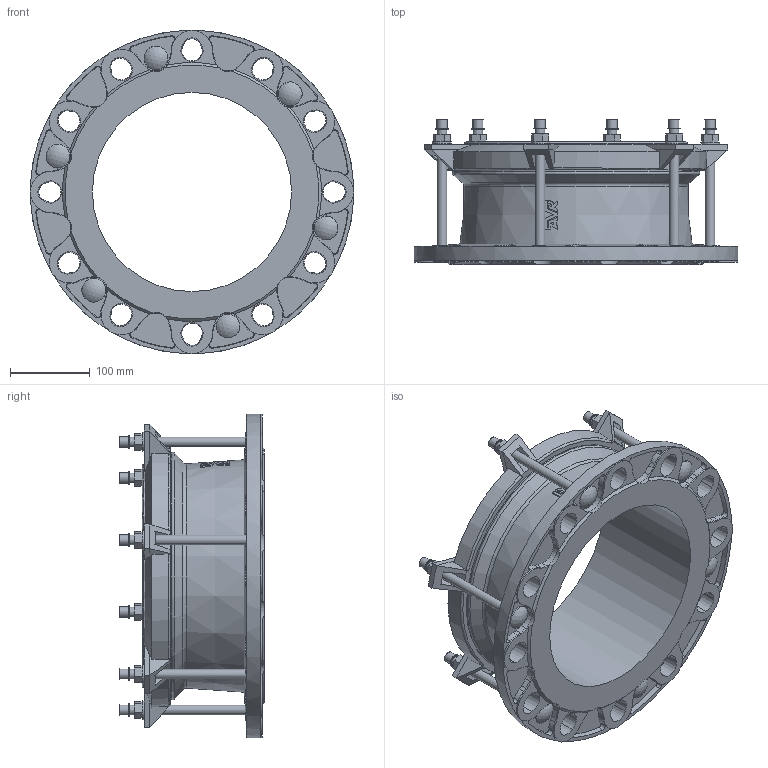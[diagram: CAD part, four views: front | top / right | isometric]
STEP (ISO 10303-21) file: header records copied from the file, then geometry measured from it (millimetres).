
FILE_DESCRIPTION (( 'STEP AP203' ), '1' );
FILE_NAME ('O_603_A_DN250_242-268mm_STEP.STEP', '2015-04-13T06:05:34', ( 'ken' ), ( '' ), 'SwSTEP 2.0', 'SolidWorks 2012', '' );
FILE_SCHEMA (( 'CONFIG_CONTROL_DESIGN' ));
Length unit declared in the file: millimetre
Products named in the file (1): O_603_A_DN250_242-268mm_STEP
Bounding box: 406 x 182 x 406 mm (x, y, z)
Volume: 4281490.8 mm3; surface area: 548137.8 mm2
Topology: 1 solids, 1 shells, 576 faces, 1445 edges, 923 vertices
Faces by surface type: plane 272, cone 175, cylinder 112, torus 9, sphere 6, bspline 2
Full cylindrical faces by diameter (mm): 12 x12, 13 x6, 16 x6, 24 x6, 30 x6, 250 x1, 281 x1, 309.596 x1, 406 x1
Entity records: 18891 total; most frequent: CARTESIAN_POINT 5145, DIRECTION 2869, ORIENTED_EDGE 2776, EDGE_CURVE 1388, AXIS2_PLACEMENT_3D 1116, VERTEX_POINT 913, EDGE_LOOP 713, VECTOR 637
